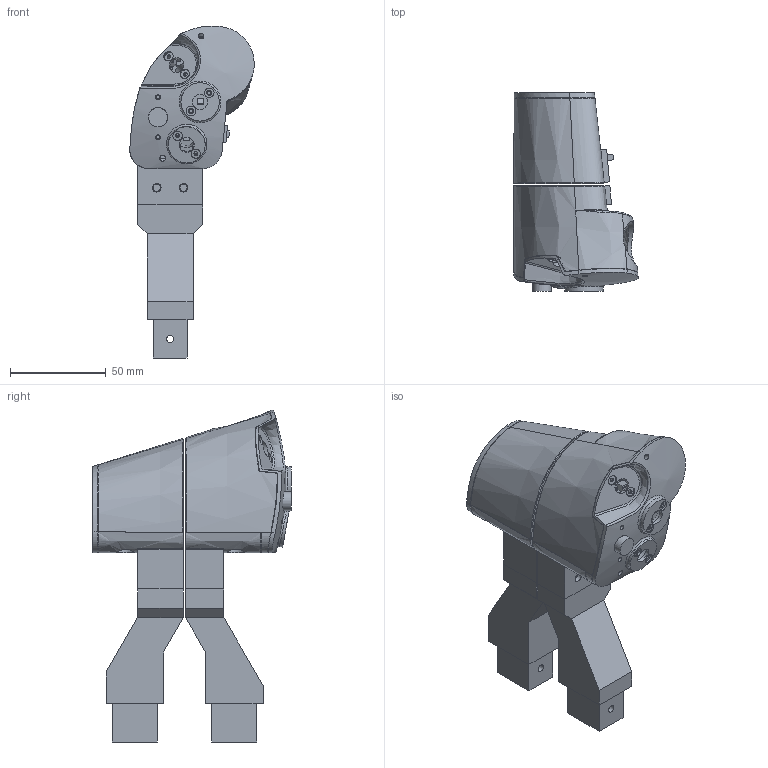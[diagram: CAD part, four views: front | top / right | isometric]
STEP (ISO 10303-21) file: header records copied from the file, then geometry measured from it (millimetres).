
FILE_DESCRIPTION(/* description */ (''),/* implementation_level */ '2;1');
FILE_NAME(/* name */ 'Grip v54.step',/* time_stamp */ '2021-01-20T12:07:56-05:00',/* author */ (''),/* organization */ (''),/* preprocessor_version */ 'ST-DEVELOPER v18.1',/* originating_system */ 'Autodesk Translation Framework v9.7.1.1290',/* authorisation */ '');
FILE_SCHEMA (('AUTOMOTIVE_DESIGN { 1 0 10303 214 3 1 1 }'));
Products named in the file (20): Grip; main-body; Right half; Left half; side-panel; bottom-cover <1>; Part 12; Bottom right; Bottom left; small-side-pane; Right Connector; Left connector; Two way; Hat top; Hat bottom; Hat middle; Latch body; Slider; Button; Tact switch nubbin
Assembly tree (19 placements, depth 4):
  Grip
    main-body
      Right half
      Left half
    side-panel
    bottom-cover <1>
      Part 12
        Bottom right
        Bottom left
    small-side-pane
    Right Connector
    Left connector
    Two way
    Hat top
    Hat bottom
    Hat middle
    Latch body
    Slider
    Button
    Tact switch nubbin
Bounding box: 65.07 x 104 x 173.58 mm (x, y, z)
Volume: 140887.1 mm3; surface area: 114195.7 mm2
Topology: 16 solids, 16 shells, 1622 faces, 4211 edges, 2618 vertices
Faces by surface type: plane 1266, cylinder 178, bspline 159, cone 19
Full cylindrical faces by diameter (mm): 1.9 x6, 2 x8, 2.2 x5, 2.5 x6, 3 x16, 3.8 x6, 4 x1, 4.5 x10, 4.525 x3, 5 x6, 7.5 x1, 8 x6, 9 x4, 9.6 x3, 9.8 x1, 10 x1, 14 x2, 14.275 x2, 15.6 x3, 17 x6, 19.25 x1, 20 x1, 24 x1
Entity records: 62122 total; most frequent: CARTESIAN_POINT 23361, ORIENTED_EDGE 8420, DIRECTION 7003, EDGE_CURVE 4210, LINE 3051, VECTOR 3051, VERTEX_POINT 2619, AXIS2_PLACEMENT_3D 1976
